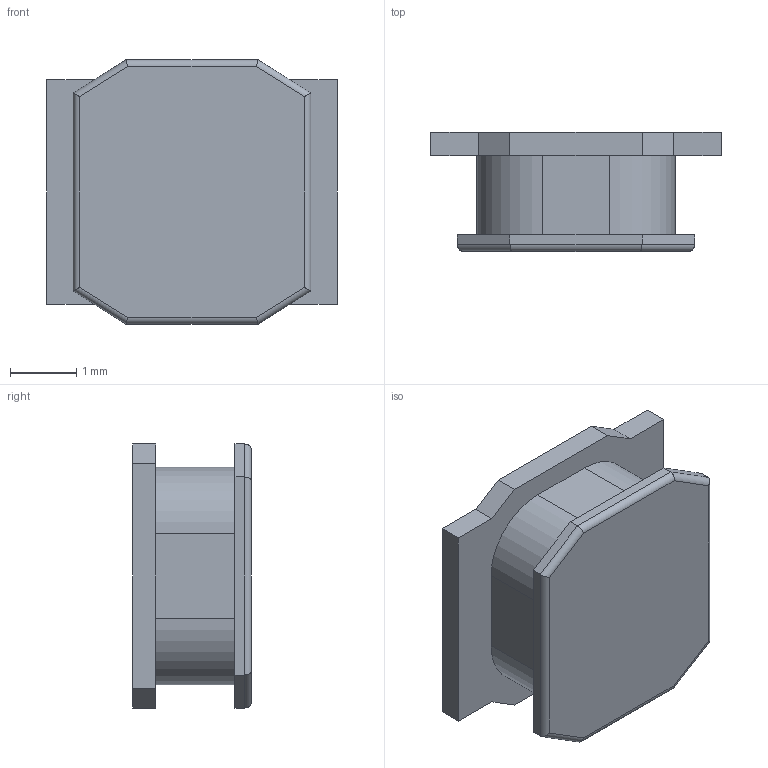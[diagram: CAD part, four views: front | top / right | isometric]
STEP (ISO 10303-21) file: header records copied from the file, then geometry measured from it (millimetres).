
FILE_DESCRIPTION(/* description */ (''),/* implementation_level */ '2;1');
FILE_NAME(/* name */ 'srn4018.stp',/* time_stamp */ '2019-02-17T16:08:14+06:00',/* author */ ('User'),/* organization */ ('Bourns, Inc.'),/* preprocessor_version */ 'ST-DEVELOPER v16.5',/* originating_system */ 'Autodesk Inventor 2017',/* authorisation */ '');
FILE_SCHEMA (('AUTOMOTIVE_DESIGN { 1 0 10303 214 3 1 1 }'));
Length unit declared in the file: millimetre
Products named in the file (1): srn4018
Bounding box: 4.4 x 1.8 x 4 mm (x, y, z)
Volume: 20 mm3; surface area: 63.5 mm2
Topology: 1 solids, 1 shells, 40 faces, 100 edges, 64 vertices
Faces by surface type: plane 28, cylinder 12
Entity records: 1221 total; most frequent: CARTESIAN_POINT 205, ORIENTED_EDGE 200, DIRECTION 198, EDGE_CURVE 100, LINE 84, VECTOR 84, VERTEX_POINT 64, AXIS2_PLACEMENT_3D 57
